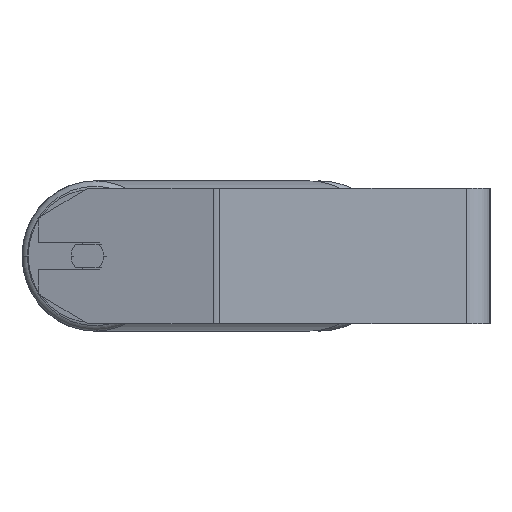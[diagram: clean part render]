
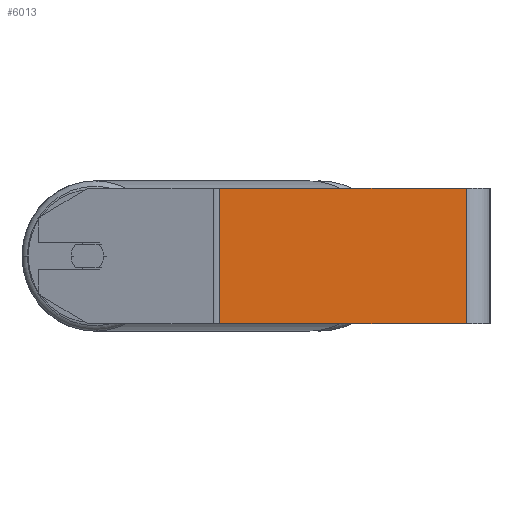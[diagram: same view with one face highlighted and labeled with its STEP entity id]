
A CAD part, left-side view. The second image highlights one B-rep face of the part: STEP entity #6013.
In plain terms, the highlighted planar face has unit normal (-1, 0, 0).
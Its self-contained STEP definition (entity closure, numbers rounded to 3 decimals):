
#464 = LINE ( 'NONE', #3158, #2036 ) ;
#529 = EDGE_CURVE ( 'NONE', #5673, #6150, #2074, .T. ) ;
#673 = ORIENTED_EDGE ( 'NONE', *, *, #4955, .T. ) ;
#1088 = CARTESIAN_POINT ( 'NONE',  ( -800., 14., 40. ) ) ;
#1383 = CARTESIAN_POINT ( 'NONE',  ( -800., 160.277, 40. ) ) ;
#1607 = VECTOR ( 'NONE', #4649, 1000. ) ;
#1685 = CARTESIAN_POINT ( 'NONE',  ( -800., 14., 40. ) ) ;
#2036 = VECTOR ( 'NONE', #5863, 1000. ) ;
#2074 = LINE ( 'NONE', #4095, #7076 ) ;
#2164 = VECTOR ( 'NONE', #5041, 1000. ) ;
#2259 = EDGE_CURVE ( 'NONE', #8040, #6150, #5086, .T. ) ;
#2308 = FACE_OUTER_BOUND ( 'NONE', #4626, .T. ) ;
#2392 = PLANE ( 'NONE',  #5789 ) ;
#2982 = CARTESIAN_POINT ( 'NONE',  ( -800., 160.277, 40. ) ) ;
#3158 = CARTESIAN_POINT ( 'NONE',  ( -800., 162.12, 40. ) ) ;
#3390 = DIRECTION ( 'NONE',  ( 0., -1., 0. ) ) ;
#3925 = CARTESIAN_POINT ( 'NONE',  ( -800., 14., -40. ) ) ;
#4095 = CARTESIAN_POINT ( 'NONE',  ( -800., 162.12, -40. ) ) ;
#4620 = VERTEX_POINT ( 'NONE', #2982 ) ;
#4626 = EDGE_LOOP ( 'NONE', ( #6758, #5495, #8698, #673 ) ) ;
#4649 = DIRECTION ( 'NONE',  ( 0., 0., -1. ) ) ;
#4849 = EDGE_CURVE ( 'NONE', #4620, #8040, #464, .T. ) ;
#4955 = EDGE_CURVE ( 'NONE', #4620, #5673, #6199, .T. ) ;
#5040 = DIRECTION ( 'NONE',  ( 0., 0., -1. ) ) ;
#5041 = DIRECTION ( 'NONE',  ( 0., 0., -1. ) ) ;
#5086 = LINE ( 'NONE', #1685, #2164 ) ;
#5495 = ORIENTED_EDGE ( 'NONE', *, *, #2259, .F. ) ;
#5578 = DIRECTION ( 'NONE',  ( 1., 0., 0. ) ) ;
#5673 = VERTEX_POINT ( 'NONE', #6303 ) ;
#5710 = CARTESIAN_POINT ( 'NONE',  ( -800., 162.12, 40. ) ) ;
#5789 = AXIS2_PLACEMENT_3D ( 'NONE', #5710, #5578, #5040 ) ;
#5863 = DIRECTION ( 'NONE',  ( 0., -1., 0. ) ) ;
#6013 = ADVANCED_FACE ( 'NONE', ( #2308 ), #2392, .F. ) ;
#6150 = VERTEX_POINT ( 'NONE', #3925 ) ;
#6199 = LINE ( 'NONE', #1383, #1607 ) ;
#6303 = CARTESIAN_POINT ( 'NONE',  ( -800., 160.277, -40. ) ) ;
#6758 = ORIENTED_EDGE ( 'NONE', *, *, #529, .T. ) ;
#7076 = VECTOR ( 'NONE', #3390, 1000. ) ;
#8040 = VERTEX_POINT ( 'NONE', #1088 ) ;
#8698 = ORIENTED_EDGE ( 'NONE', *, *, #4849, .F. ) ;
